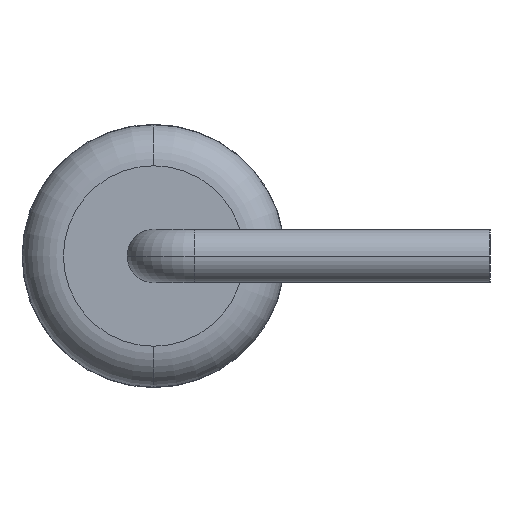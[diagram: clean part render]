
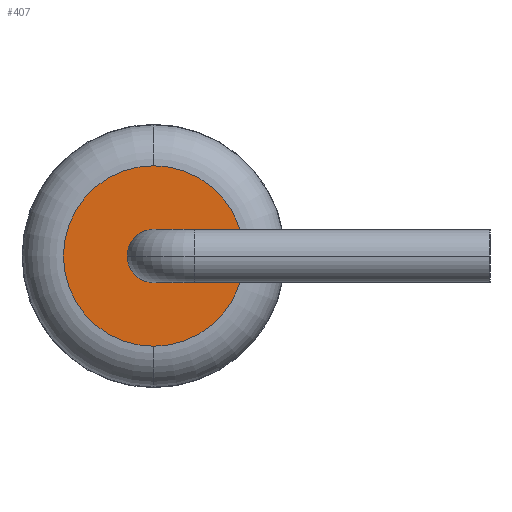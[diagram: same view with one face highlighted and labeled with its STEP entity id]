
A CAD part, left-side view. The second image highlights one B-rep face of the part: STEP entity #407.
In plain terms, the highlighted planar face has unit normal (-1, 0, 0).
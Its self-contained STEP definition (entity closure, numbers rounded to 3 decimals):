
#17 = FACE_BOUND ( 'NONE', #903, .T. ) ;
#32 = CARTESIAN_POINT ( 'NONE',  ( -4.5, 2.1, 0. ) ) ;
#116 = EDGE_CURVE ( 'NONE', #998, #160, #597, .T. ) ;
#128 = ORIENTED_EDGE ( 'NONE', *, *, #116, .T. ) ;
#137 = AXIS2_PLACEMENT_3D ( 'NONE', #698, #993, #175 ) ;
#160 = VERTEX_POINT ( 'NONE', #648 ) ;
#174 = AXIS2_PLACEMENT_3D ( 'NONE', #694, #310, #501 ) ;
#175 = DIRECTION ( 'NONE',  ( 0., 0., 1. ) ) ;
#186 = CARTESIAN_POINT ( 'NONE',  ( -4.5, 2.1, -0.325 ) ) ;
#195 = CIRCLE ( 'NONE', #174, 0.325 ) ;
#305 = EDGE_CURVE ( 'NONE', #160, #998, #1050, .T. ) ;
#310 = DIRECTION ( 'NONE',  ( -1., 0., 0. ) ) ;
#382 = ORIENTED_EDGE ( 'NONE', *, *, #850, .F. ) ;
#407 = ADVANCED_FACE ( 'NONE', ( #17, #860 ), #615, .F. ) ;
#412 = DIRECTION ( 'NONE',  ( 0., 0., -1. ) ) ;
#441 = CARTESIAN_POINT ( 'NONE',  ( -4.5, 2.1, 0. ) ) ;
#465 = CIRCLE ( 'NONE', #725, 0.325 ) ;
#501 = DIRECTION ( 'NONE',  ( 0., 0., -1. ) ) ;
#529 = DIRECTION ( 'NONE',  ( 0., 0., -1. ) ) ;
#588 = CARTESIAN_POINT ( 'NONE',  ( -4.5, 2.1, 1.1 ) ) ;
#590 = VERTEX_POINT ( 'NONE', #186 ) ;
#597 = CIRCLE ( 'NONE', #137, 1.1 ) ;
#615 = PLANE ( 'NONE',  #953 ) ;
#619 = DIRECTION ( 'NONE',  ( 1., 0., 0. ) ) ;
#648 = CARTESIAN_POINT ( 'NONE',  ( -4.5, 2.1, -1.1 ) ) ;
#694 = CARTESIAN_POINT ( 'NONE',  ( -4.5, 2.1, 0. ) ) ;
#698 = CARTESIAN_POINT ( 'NONE',  ( -4.5, 2.1, 0. ) ) ;
#700 = CARTESIAN_POINT ( 'NONE',  ( -4.5, 2.1, 0.325 ) ) ;
#725 = AXIS2_PLACEMENT_3D ( 'NONE', #32, #1119, #412 ) ;
#807 = EDGE_CURVE ( 'NONE', #590, #1094, #465, .T. ) ;
#834 = AXIS2_PLACEMENT_3D ( 'NONE', #916, #925, #1088 ) ;
#837 = ORIENTED_EDGE ( 'NONE', *, *, #807, .F. ) ;
#850 = EDGE_CURVE ( 'NONE', #1094, #590, #195, .T. ) ;
#860 = FACE_OUTER_BOUND ( 'NONE', #961, .T. ) ;
#903 = EDGE_LOOP ( 'NONE', ( #382, #837 ) ) ;
#916 = CARTESIAN_POINT ( 'NONE',  ( -4.5, 2.1, 0. ) ) ;
#925 = DIRECTION ( 'NONE',  ( -1., 0., 0. ) ) ;
#953 = AXIS2_PLACEMENT_3D ( 'NONE', #441, #619, #529 ) ;
#961 = EDGE_LOOP ( 'NONE', ( #128, #1139 ) ) ;
#993 = DIRECTION ( 'NONE',  ( -1., 0., 0. ) ) ;
#998 = VERTEX_POINT ( 'NONE', #588 ) ;
#1050 = CIRCLE ( 'NONE', #834, 1.1 ) ;
#1088 = DIRECTION ( 'NONE',  ( 0., 0., 1. ) ) ;
#1094 = VERTEX_POINT ( 'NONE', #700 ) ;
#1119 = DIRECTION ( 'NONE',  ( -1., 0., 0. ) ) ;
#1139 = ORIENTED_EDGE ( 'NONE', *, *, #305, .T. ) ;
